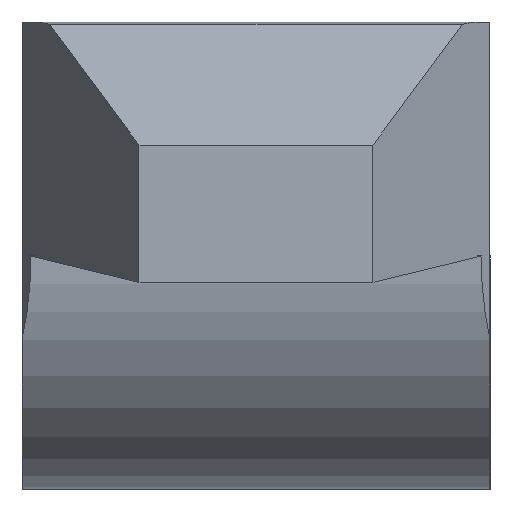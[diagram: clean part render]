
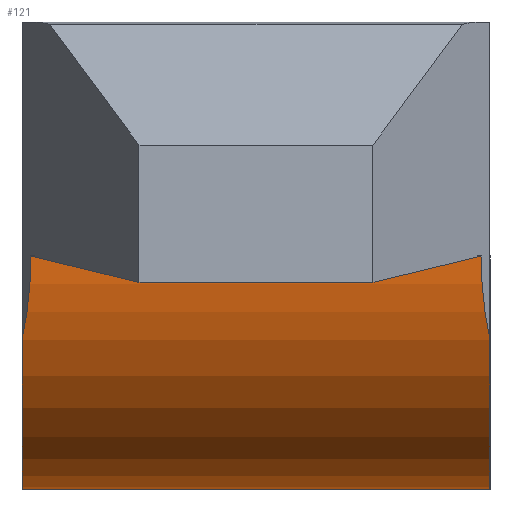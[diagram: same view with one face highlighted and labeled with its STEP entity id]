
A CAD part, left-side view. The second image highlights one B-rep face of the part: STEP entity #121.
In plain terms, the highlighted cylindrical face has radius 35 mm (diameter 70 mm), a partial arc.
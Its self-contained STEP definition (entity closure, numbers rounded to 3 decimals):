
#119=EDGE_CURVE('',#293,#227,#321,.T.);
#121=ADVANCED_FACE('',(#323),#324,.T.);
#133=VERTEX_POINT('',#336);
#159=EDGE_CURVE('',#277,#227,#364,.T.);
#161=VERTEX_POINT('',#366);
#165=EDGE_CURVE('',#167,#133,#370,.T.);
#167=VERTEX_POINT('',#372);
#169=EDGE_CURVE('',#161,#167,#374,.T.);
#183=EDGE_CURVE('',#133,#293,#392,.T.);
#227=VERTEX_POINT('',#437);
#247=EDGE_CURVE('',#277,#161,#459,.T.);
#277=VERTEX_POINT('',#495);
#293=VERTEX_POINT('',#513);
#321=ELLIPSE('',#535,40.415,35.0);
#323=FACE_OUTER_BOUND('',#537,.T.);
#324=CYLINDRICAL_SURFACE('',#538,35.0);
#336=CARTESIAN_POINT('',(63.0,-35.0,-31.065));
#364=LINE('',#593,#594);
#366=CARTESIAN_POINT('',(30.311,35.0,-8.572));
#370=LINE('',#603,#604);
#372=CARTESIAN_POINT('',(63.0,35.0,-31.065));
#374=CIRCLE('',#609,35.0);
#392=CIRCLE('',#632,35.0);
#437=CARTESIAN_POINT('',(28.0,-33.666,3.935));
#459=ELLIPSE('',#791,40.415,35.0);
#495=CARTESIAN_POINT('',(28.0,33.666,3.935));
#513=CARTESIAN_POINT('',(30.311,-35.0,-8.572));
#535=AXIS2_PLACEMENT_3D('',#876,#877,#878);
#537=EDGE_LOOP('',(#880,#881,#882,#883,#884,#885));
#538=AXIS2_PLACEMENT_3D('',#886,#887,#888);
#593=CARTESIAN_POINT('',(28.0,0.,3.935));
#594=VECTOR('',#914,1.0);
#603=CARTESIAN_POINT('',(63.0,0.,-31.065));
#604=VECTOR('',#916,1.0);
#609=AXIS2_PLACEMENT_3D('',#917,#918,#919);
#632=AXIS2_PLACEMENT_3D('',#956,#957,#958);
#791=AXIS2_PLACEMENT_3D('',#1007,#1008,#1009);
#876=CARTESIAN_POINT('',(63.0,-53.873,3.935));
#877=DIRECTION('',(0.5,0.866,0.0));
#878=DIRECTION('',(-0.866,0.5,0.));
#880=ORIENTED_EDGE('',*,*,#119,.T.);
#881=ORIENTED_EDGE('',*,*,#159,.F.);
#882=ORIENTED_EDGE('',*,*,#247,.T.);
#883=ORIENTED_EDGE('',*,*,#169,.T.);
#884=ORIENTED_EDGE('',*,*,#165,.T.);
#885=ORIENTED_EDGE('',*,*,#183,.T.);
#886=CARTESIAN_POINT('',(63.0,0.,3.935));
#887=DIRECTION('',(-0.0,1.0,0.));
#888=DIRECTION('',(-1.0,0.0,0.0));
#914=DIRECTION('',(0.0,-1.0,0.));
#916=DIRECTION('',(0.0,-1.0,0.));
#917=CARTESIAN_POINT('',(63.0,35.0,3.935));
#918=DIRECTION('',(0.0,-1.0,0.));
#919=DIRECTION('',(-1.0,0.0,0.0));
#956=CARTESIAN_POINT('',(63.0,-35.0,3.935));
#957=DIRECTION('',(0.0,1.0,0.));
#958=DIRECTION('',(-1.0,0.0,0.0));
#1007=CARTESIAN_POINT('',(63.0,53.873,3.935));
#1008=DIRECTION('',(0.5,-0.866,0.0));
#1009=DIRECTION('',(-0.866,-0.5,0.));
